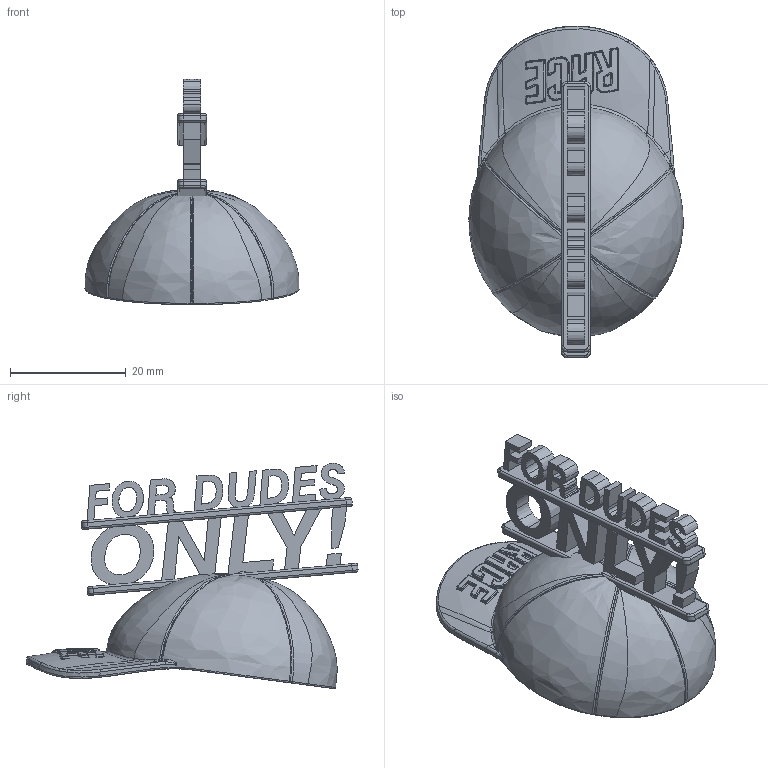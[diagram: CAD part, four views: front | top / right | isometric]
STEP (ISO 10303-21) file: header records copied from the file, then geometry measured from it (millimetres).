
FILE_DESCRIPTION((''),'2;1');
FILE_NAME('KAPPE_4A','2019-12-12T',('gjordan'),(''),'PRO/ENGINEER BY PARAMETRIC TECHNOLOGY CORPORATION, 2016240','PRO/ENGINEER BY PARAMETRIC TECHNOLOGY CORPORATION, 2016240','');
FILE_SCHEMA(('AUTOMOTIVE_DESIGN { 1 0 10303 214 1 1 1 1 }'));
Products named in the file (1): KAPPE_4A
Bounding box: 36.93 x 57.27 x 38.87 mm (x, y, z)
Volume: 7500 mm3; surface area: 9738.9 mm2
Topology: 1 solids, 2 shells, 793 faces, 1970 edges, 1190 vertices
Faces by surface type: bspline 371, plane 174, extrusion 109, cylinder 85, sphere 27, torus 25, cone 2
Entity records: 53556 total; most frequent: CARTESIAN_POINT 32073, ORIENTED_EDGE 3932, PRESENTATION_STYLE_ASSIGNMENT 1967, STYLED_ITEM 1967, CURVE_STYLE 1966, DIRECTION 1966, EDGE_CURVE 1966, VERTEX_POINT 1190
